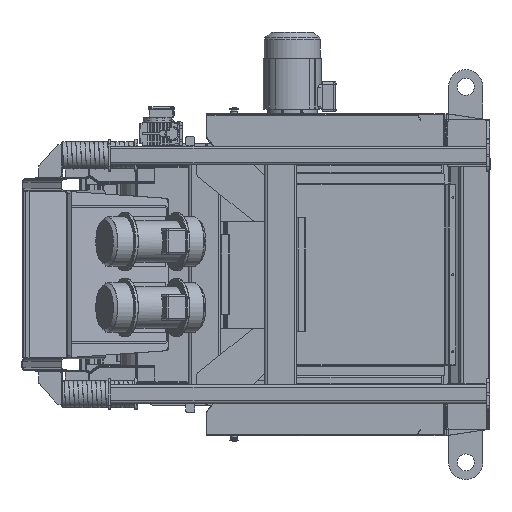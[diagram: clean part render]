
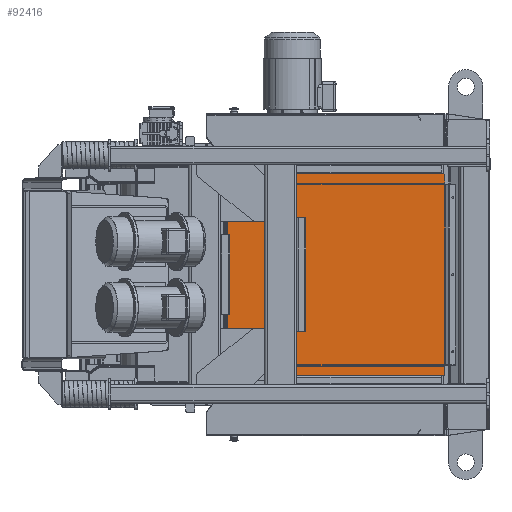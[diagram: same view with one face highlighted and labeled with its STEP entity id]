
A CAD part, left-side view. The second image highlights one B-rep face of the part: STEP entity #92416.
In plain terms, the highlighted planar face has unit normal (-1, 0, 0).
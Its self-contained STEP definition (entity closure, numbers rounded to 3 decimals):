
#6940=FACE_OUTER_BOUND('',#12562,.T.);
#12562=EDGE_LOOP('',(#74583,#74584,#74585,#74586,#74587,#74588,#74589,#74590,
#74591,#74592,#74593,#74594,#74595,#74596,#74597,#74598,#74599,#74600,#74601,
#74602));
#20345=LINE('',#176463,#29885);
#20484=LINE('',#176866,#30024);
#20485=LINE('',#176870,#30025);
#20486=LINE('',#176874,#30026);
#20487=LINE('',#176878,#30027);
#20488=LINE('',#176882,#30028);
#20489=LINE('',#176887,#30029);
#20490=LINE('',#176891,#30030);
#20491=LINE('',#176895,#30031);
#20492=LINE('',#176898,#30032);
#29885=VECTOR('',#130101,10.);
#30024=VECTOR('',#130516,10.);
#30025=VECTOR('',#130519,10.);
#30026=VECTOR('',#130522,10.);
#30027=VECTOR('',#130525,10.);
#30028=VECTOR('',#130528,10.);
#30029=VECTOR('',#130533,10.);
#30030=VECTOR('',#130536,10.);
#30031=VECTOR('',#130539,10.);
#30032=VECTOR('',#130542,10.);
#39326=VERTEX_POINT('',#176460);
#39327=VERTEX_POINT('',#176462);
#39451=VERTEX_POINT('',#176862);
#39452=VERTEX_POINT('',#176863);
#39453=VERTEX_POINT('',#176865);
#39454=VERTEX_POINT('',#176867);
#39455=VERTEX_POINT('',#176869);
#39456=VERTEX_POINT('',#176871);
#39457=VERTEX_POINT('',#176873);
#39458=VERTEX_POINT('',#176875);
#39459=VERTEX_POINT('',#176877);
#39460=VERTEX_POINT('',#176879);
#39461=VERTEX_POINT('',#176881);
#39462=VERTEX_POINT('',#176884);
#39463=VERTEX_POINT('',#176886);
#39464=VERTEX_POINT('',#176888);
#39465=VERTEX_POINT('',#176890);
#39466=VERTEX_POINT('',#176892);
#39467=VERTEX_POINT('',#176894);
#39468=VERTEX_POINT('',#176896);
#51447=EDGE_CURVE('',#39326,#39327,#20345,.T.);
#51649=EDGE_CURVE('',#39451,#39452,#102008,.T.);
#51650=EDGE_CURVE('',#39451,#39453,#20484,.T.);
#51651=EDGE_CURVE('',#39453,#39454,#102009,.T.);
#51652=EDGE_CURVE('',#39454,#39455,#20485,.T.);
#51653=EDGE_CURVE('',#39455,#39456,#102010,.T.);
#51654=EDGE_CURVE('',#39456,#39457,#20486,.T.);
#51655=EDGE_CURVE('',#39458,#39457,#102011,.T.);
#51656=EDGE_CURVE('',#39459,#39458,#20487,.T.);
#51657=EDGE_CURVE('',#39460,#39459,#102012,.T.);
#51658=EDGE_CURVE('',#39461,#39460,#20488,.T.);
#51659=EDGE_CURVE('',#39327,#39461,#102013,.T.);
#51660=EDGE_CURVE('',#39326,#39462,#102014,.T.);
#51661=EDGE_CURVE('',#39463,#39462,#20489,.T.);
#51662=EDGE_CURVE('',#39463,#39464,#102015,.T.);
#51663=EDGE_CURVE('',#39465,#39464,#20490,.T.);
#51664=EDGE_CURVE('',#39466,#39465,#102016,.T.);
#51665=EDGE_CURVE('',#39467,#39466,#20491,.T.);
#51666=EDGE_CURVE('',#39468,#39467,#102017,.T.);
#51667=EDGE_CURVE('',#39452,#39468,#20492,.T.);
#74583=ORIENTED_EDGE('',*,*,#51649,.F.);
#74584=ORIENTED_EDGE('',*,*,#51650,.T.);
#74585=ORIENTED_EDGE('',*,*,#51651,.T.);
#74586=ORIENTED_EDGE('',*,*,#51652,.T.);
#74587=ORIENTED_EDGE('',*,*,#51653,.T.);
#74588=ORIENTED_EDGE('',*,*,#51654,.T.);
#74589=ORIENTED_EDGE('',*,*,#51655,.F.);
#74590=ORIENTED_EDGE('',*,*,#51656,.F.);
#74591=ORIENTED_EDGE('',*,*,#51657,.F.);
#74592=ORIENTED_EDGE('',*,*,#51658,.F.);
#74593=ORIENTED_EDGE('',*,*,#51659,.F.);
#74594=ORIENTED_EDGE('',*,*,#51447,.F.);
#74595=ORIENTED_EDGE('',*,*,#51660,.T.);
#74596=ORIENTED_EDGE('',*,*,#51661,.F.);
#74597=ORIENTED_EDGE('',*,*,#51662,.T.);
#74598=ORIENTED_EDGE('',*,*,#51663,.F.);
#74599=ORIENTED_EDGE('',*,*,#51664,.F.);
#74600=ORIENTED_EDGE('',*,*,#51665,.F.);
#74601=ORIENTED_EDGE('',*,*,#51666,.F.);
#74602=ORIENTED_EDGE('',*,*,#51667,.F.);
#88109=PLANE('',#109928);
#92416=ADVANCED_FACE('',(#6940),#88109,.T.);
#102008=CIRCLE('',#109929,1.);
#102009=CIRCLE('',#109930,5.);
#102010=CIRCLE('',#109931,5.);
#102011=CIRCLE('',#109932,1.);
#102012=CIRCLE('',#109933,6.);
#102013=CIRCLE('',#109934,6.);
#102014=CIRCLE('',#109935,4.);
#102015=CIRCLE('',#109936,4.);
#102016=CIRCLE('',#109937,6.);
#102017=CIRCLE('',#109938,6.);
#109928=AXIS2_PLACEMENT_3D('',#176861,#130512,#130513);
#109929=AXIS2_PLACEMENT_3D('',#176864,#130514,#130515);
#109930=AXIS2_PLACEMENT_3D('',#176868,#130517,#130518);
#109931=AXIS2_PLACEMENT_3D('',#176872,#130520,#130521);
#109932=AXIS2_PLACEMENT_3D('',#176876,#130523,#130524);
#109933=AXIS2_PLACEMENT_3D('',#176880,#130526,#130527);
#109934=AXIS2_PLACEMENT_3D('',#176883,#130529,#130530);
#109935=AXIS2_PLACEMENT_3D('',#176885,#130531,#130532);
#109936=AXIS2_PLACEMENT_3D('',#176889,#130534,#130535);
#109937=AXIS2_PLACEMENT_3D('',#176893,#130537,#130538);
#109938=AXIS2_PLACEMENT_3D('',#176897,#130540,#130541);
#130101=DIRECTION('',(0.,1.,0.));
#130512=DIRECTION('center_axis',(-1.,0.,0.));
#130513=DIRECTION('ref_axis',(0.,-1.,0.));
#130514=DIRECTION('center_axis',(1.,0.,0.));
#130515=DIRECTION('ref_axis',(0.,0.707,0.707));
#130516=DIRECTION('',(0.,0.,-1.));
#130517=DIRECTION('center_axis',(1.,0.,0.));
#130518=DIRECTION('ref_axis',(0.,1.,0.));
#130519=DIRECTION('',(0.,1.,0.));
#130520=DIRECTION('center_axis',(1.,0.,0.));
#130521=DIRECTION('ref_axis',(0.,-1.,0.));
#130522=DIRECTION('',(0.,0.,1.));
#130523=DIRECTION('center_axis',(1.,0.,0.));
#130524=DIRECTION('ref_axis',(0.,-0.707,
0.707));
#130525=DIRECTION('',(0.,-1.,0.));
#130526=DIRECTION('center_axis',(1.,0.,0.));
#130527=DIRECTION('ref_axis',(0.,0.707,0.707));
#130528=DIRECTION('',(0.,0.,1.));
#130529=DIRECTION('center_axis',(1.,0.,0.));
#130530=DIRECTION('ref_axis',(0.,0.707,-0.707));
#130531=DIRECTION('center_axis',(1.,0.,0.));
#130532=DIRECTION('ref_axis',(0.,-1.,0.));
#130533=DIRECTION('',(0.,1.,0.));
#130534=DIRECTION('center_axis',(1.,0.,0.));
#130535=DIRECTION('ref_axis',(0.,1.,0.));
#130536=DIRECTION('',(0.,1.,0.));
#130537=DIRECTION('center_axis',(1.,0.,0.));
#130538=DIRECTION('ref_axis',(0.,-0.707,
-0.707));
#130539=DIRECTION('',(0.,0.,-1.));
#130540=DIRECTION('center_axis',(1.,0.,0.));
#130541=DIRECTION('ref_axis',(0.,-0.707,0.707));
#130542=DIRECTION('',(0.,-1.,0.));
#176460=CARTESIAN_POINT('',(-144.,403.,-1124.926));
#176462=CARTESIAN_POINT('',(-144.,439.,-1124.926));
#176463=CARTESIAN_POINT('',(-144.,-445.,-1124.926));
#176861=CARTESIAN_POINT('Origin',(-144.,0.,
-643.426));
#176862=CARTESIAN_POINT('',(-144.,-401.,-162.926));
#176863=CARTESIAN_POINT('',(-144.,-402.,-161.926));
#176864=CARTESIAN_POINT('Origin',(-144.,-402.,-162.926));
#176865=CARTESIAN_POINT('',(-144.,-401.,-169.926));
#176866=CARTESIAN_POINT('',(-144.,-401.,-406.676));
#176867=CARTESIAN_POINT('',(-144.,-391.,-169.926));
#176868=CARTESIAN_POINT('Origin',(-144.,-396.,-169.926));
#176869=CARTESIAN_POINT('',(-144.,391.,-169.926));
#176870=CARTESIAN_POINT('',(-144.,195.5,-169.926));
#176871=CARTESIAN_POINT('',(-144.,401.,-169.926));
#176872=CARTESIAN_POINT('Origin',(-144.,396.,-169.926));
#176873=CARTESIAN_POINT('',(-144.,401.,-162.926));
#176874=CARTESIAN_POINT('',(-144.,401.,-402.676));
#176875=CARTESIAN_POINT('',(-144.,402.,-161.926));
#176876=CARTESIAN_POINT('Origin',(-144.,402.,-162.926));
#176877=CARTESIAN_POINT('',(-144.,439.,-161.926));
#176878=CARTESIAN_POINT('',(-144.,445.,-161.926));
#176879=CARTESIAN_POINT('',(-144.,445.,-167.926));
#176880=CARTESIAN_POINT('Origin',(-144.,439.,-167.926));
#176881=CARTESIAN_POINT('',(-144.,445.,-1118.926));
#176882=CARTESIAN_POINT('',(-144.,445.,-1124.926));
#176883=CARTESIAN_POINT('Origin',(-144.,439.,-1118.926));
#176884=CARTESIAN_POINT('',(-144.,395.,-1124.926));
#176885=CARTESIAN_POINT('Origin',(-144.,399.,-1124.926));
#176886=CARTESIAN_POINT('',(-144.,-395.,-1124.926));
#176887=CARTESIAN_POINT('',(-144.,-445.,-1124.926));
#176888=CARTESIAN_POINT('',(-144.,-403.,-1124.926));
#176889=CARTESIAN_POINT('Origin',(-144.,-399.,-1124.926));
#176890=CARTESIAN_POINT('',(-144.,-439.,-1124.926));
#176891=CARTESIAN_POINT('',(-144.,-445.,-1124.926));
#176892=CARTESIAN_POINT('',(-144.,-445.,-1118.926));
#176893=CARTESIAN_POINT('Origin',(-144.,-439.,-1118.926));
#176894=CARTESIAN_POINT('',(-144.,-445.,-167.926));
#176895=CARTESIAN_POINT('',(-144.,-445.,-161.926));
#176896=CARTESIAN_POINT('',(-144.,-439.,-161.926));
#176897=CARTESIAN_POINT('Origin',(-144.,-439.,-167.926));
#176898=CARTESIAN_POINT('',(-144.,445.,-161.926));
